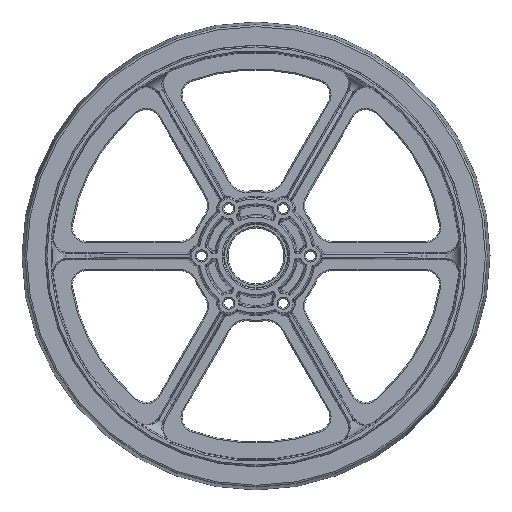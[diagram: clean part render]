
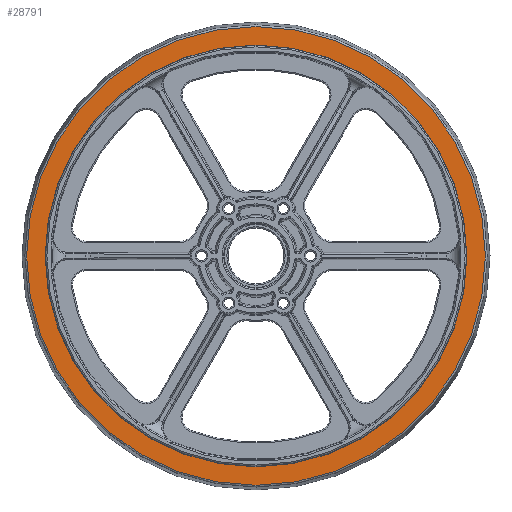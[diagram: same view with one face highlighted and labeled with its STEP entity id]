
A CAD part, top view. The second image highlights one B-rep face of the part: STEP entity #28791.
In plain terms, the highlighted planar face has unit normal (0, 0, 1).
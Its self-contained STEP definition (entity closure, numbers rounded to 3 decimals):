
#3826 = CARTESIAN_POINT ( 'NONE',  ( 0., 0., 25.4 ) ) ;
#5115 = DIRECTION ( 'NONE',  ( 0., 0., 1. ) ) ;
#6838 = FACE_OUTER_BOUND ( 'NONE', #9071, .T. ) ;
#7744 = DIRECTION ( 'NONE',  ( -1., 0., 0. ) ) ;
#9071 = EDGE_LOOP ( 'NONE', ( #21556 ) ) ;
#11280 = PLANE ( 'NONE',  #18678 ) ;
#15360 = CARTESIAN_POINT ( 'NONE',  ( -92.075, 0., 25.4 ) ) ;
#17287 = FACE_BOUND ( 'NONE', #39248, .T. ) ;
#18678 = AXIS2_PLACEMENT_3D ( 'NONE', #15360, #42695, #19326 ) ;
#19326 = DIRECTION ( 'NONE',  ( -1., 0., 0. ) ) ;
#20463 = ORIENTED_EDGE ( 'NONE', *, *, #49957, .T. ) ;
#21556 = ORIENTED_EDGE ( 'NONE', *, *, #44302, .T. ) ;
#25022 = CARTESIAN_POINT ( 'NONE',  ( -92.075, 0., 25.4 ) ) ;
#28549 = CARTESIAN_POINT ( 'NONE',  ( 0., 0., 25.4 ) ) ;
#28788 = AXIS2_PLACEMENT_3D ( 'NONE', #28549, #5115, #32476 ) ;
#28791 = ADVANCED_FACE ( 'NONE', ( #6838, #17287 ), #11280, .F. ) ;
#31196 = DIRECTION ( 'NONE',  ( 0., 0., -1. ) ) ;
#32476 = DIRECTION ( 'NONE',  ( -1., 0., 0. ) ) ;
#35069 = AXIS2_PLACEMENT_3D ( 'NONE', #3826, #31196, #7744 ) ;
#36488 = CIRCLE ( 'NONE', #35069, 92.075 ) ;
#39248 = EDGE_LOOP ( 'NONE', ( #20463 ) ) ;
#39515 = VERTEX_POINT ( 'NONE', #25022 ) ;
#40504 = CARTESIAN_POINT ( 'NONE',  ( -100.152, 0., 25.4 ) ) ;
#40744 = VERTEX_POINT ( 'NONE', #40504 ) ;
#42695 = DIRECTION ( 'NONE',  ( 0., 0., -1. ) ) ;
#44302 = EDGE_CURVE ( 'NONE', #40744, #40744, #49137, .T. ) ;
#49137 = CIRCLE ( 'NONE', #28788, 100.152 ) ;
#49957 = EDGE_CURVE ( 'NONE', #39515, #39515, #36488, .T. ) ;
